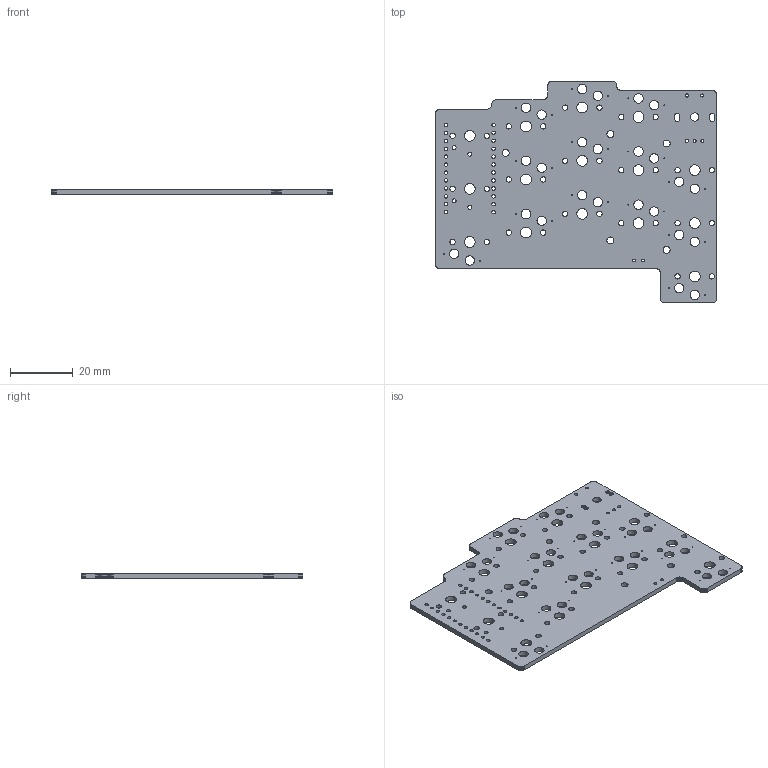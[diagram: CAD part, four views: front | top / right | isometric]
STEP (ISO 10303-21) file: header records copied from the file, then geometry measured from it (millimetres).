
FILE_DESCRIPTION(('KiCad electronic assembly'),'2;1');
FILE_NAME('right.step','2023-06-07T13:34:13',('Pcbnew'),('Kicad'), 'Open CASCADE STEP processor 7.6','KiCad to STEP converter','Unknown' );
FILE_SCHEMA(('AUTOMOTIVE_DESIGN { 1 0 10303 214 1 1 1 1 }'));
Length unit declared in the file: millimetre
Products named in the file (2): right 1; PCB
Assembly tree (1 placements, depth 2):
  right 1
    PCB
Bounding box: 90 x 71 x 1.6 mm (x, y, z)
Volume: 7636.5 mm3; surface area: 11278.6 mm2
Topology: 1 solids, 1 shells, 332 faces, 990 edges, 660 vertices
Faces by surface type: plane 194, cylinder 138
Full cylindrical faces by diameter (mm): 0.3 x26, 0.9 x2, 1 x5, 1.092 x24, 1.27 x4, 1.702 x30, 2.2 x5, 2.7 x1, 3 x26, 3.429 x15
Entity records: 25495 total; most frequent: CARTESIAN_POINT 5620, DIRECTION 3638, LINE 2418, VECTOR 2418, ORIENTED_EDGE 1980, PCURVE 1980, DEFINITIONAL_REPRESENTATION 1980, EDGE_CURVE 990
